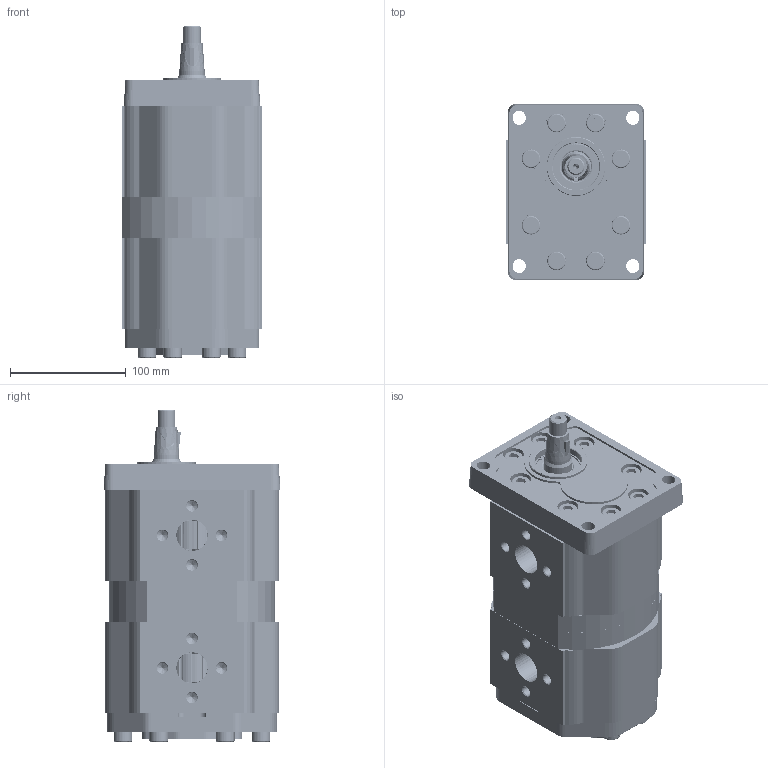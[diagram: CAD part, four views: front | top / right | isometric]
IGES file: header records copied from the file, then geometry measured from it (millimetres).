
Start section: SolidWorks IGES file using analytic representation for surfaces
Global section: file name: OT300 P32+32 D-P 38 P3.igs; native system: SolidWorks 2014; preprocessor: SolidWorks 2014; author: serviziopdm; date: 161118.114443; units: millimetre
Bounding box: 121.6 x 152.75 x 286.6 mm (x, y, z)
Surface area: 642322.7 mm2 (no closed solid volume)
Topology: 0 solids, 0 shells, 3227 faces, 39757 edges, 39607 vertices
Faces by surface type: revolution 2009, bspline 1218
